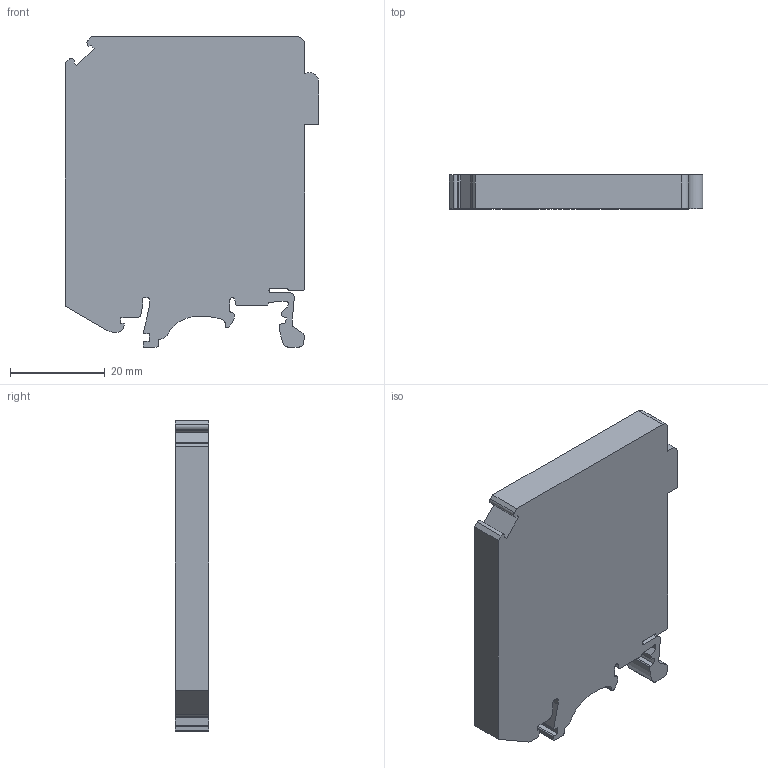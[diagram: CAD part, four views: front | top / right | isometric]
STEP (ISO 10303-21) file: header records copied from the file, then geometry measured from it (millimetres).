
FILE_DESCRIPTION(/* description */ ('Unknown'),/* implementation_level */ '2;1');
FILE_NAME(/* name */ 'LPT335',/* time_stamp */ '2016-12-02T12:19:58+06:00',/* author */ ('Unknown'),/* organization */ ('Unknown'),/* preprocessor_version */ 'ST-DEVELOPER v16',/* originating_system */ 'DEX',/* authorisation */ $);
FILE_SCHEMA (('AUTOMOTIVE_DESIGN {1 0 10303 214 3 1 1}'));
Length unit declared in the file: millimetre
Products named in the file (1): Part4
Bounding box: 53.51 x 7.15 x 65.55 mm (x, y, z)
Volume: 21519.1 mm3; surface area: 8102.9 mm2
Topology: 1 solids, 1 shells, 91 faces, 267 edges, 178 vertices
Faces by surface type: plane 55, cylinder 36
Entity records: 3063 total; most frequent: CARTESIAN_POINT 537, ORIENTED_EDGE 534, DIRECTION 523, EDGE_CURVE 267, LINE 195, VECTOR 195, VERTEX_POINT 178, AXIS2_PLACEMENT_3D 164
